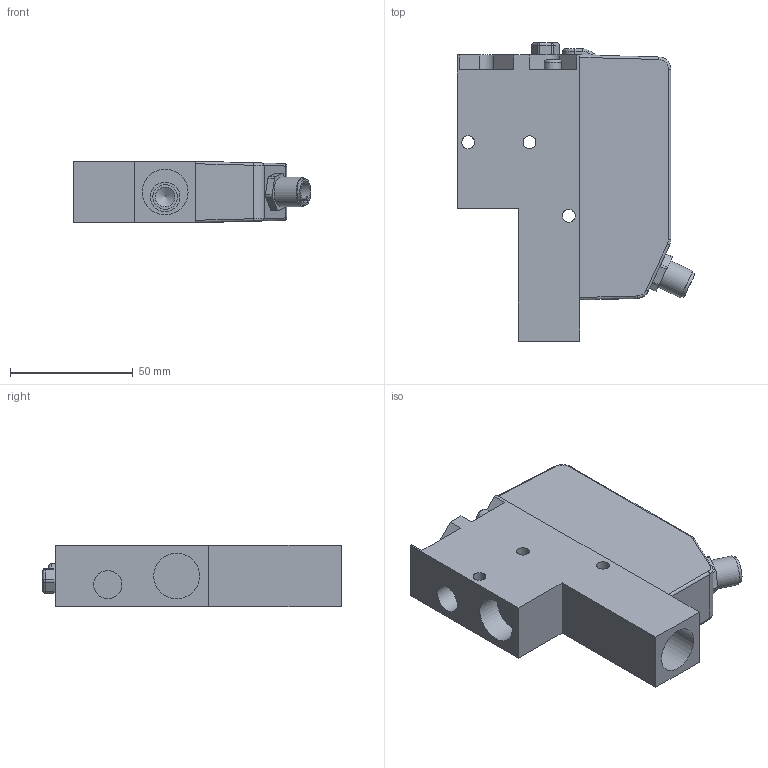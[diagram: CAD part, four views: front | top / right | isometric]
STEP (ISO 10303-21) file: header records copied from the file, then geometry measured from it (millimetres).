
FILE_DESCRIPTION(/* description */ (''),/* implementation_level */ '2;1');
FILE_NAME(/* name */ 'MFE 200H xx0.stp',/* time_stamp */ '2018-08-23T10:15:49+02:00',/* author */ ('Lars'),/* organization */ ('AVAC Vakuumteknik AB'),/* preprocessor_version */ 'ST-DEVELOPER v17',/* originating_system */ 'Autodesk Inventor 2018',/* authorisation */ '');
FILE_SCHEMA (('AUTOMOTIVE_DESIGN { 1 0 10303 214 3 1 1 }'));
Length unit declared in the file: millimetre
Products named in the file (1): MFE xxxx Axx simple
Bounding box: 96.84 x 121.5 x 25 mm (x, y, z)
Volume: 180347.6 mm3; surface area: 33717.3 mm2
Topology: 1 solids, 1 shells, 140 faces, 337 edges, 210 vertices
Faces by surface type: plane 62, cylinder 57, torus 7, sphere 6, bspline 6, cone 2
Full cylindrical faces by diameter (mm): 5 x1, 5.2 x3, 7 x2, 8 x1, 9 x1, 10 x1, 10.7 x1, 11.445 x1, 12 x2, 18.631 x2
Entity records: 4362 total; most frequent: CARTESIAN_POINT 832, DIRECTION 747, ORIENTED_EDGE 672, EDGE_CURVE 336, AXIS2_PLACEMENT_3D 278, VERTEX_POINT 210, LINE 191, VECTOR 191
